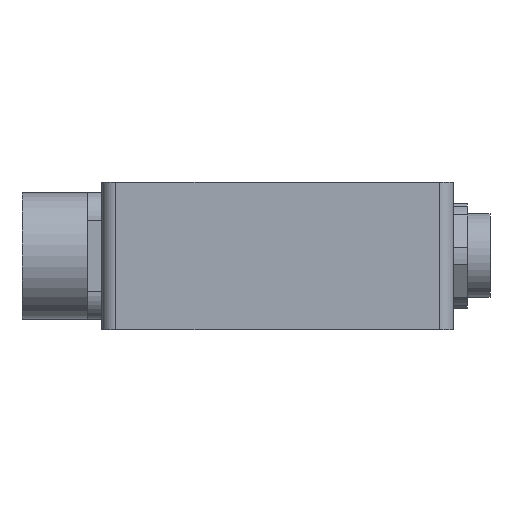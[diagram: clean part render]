
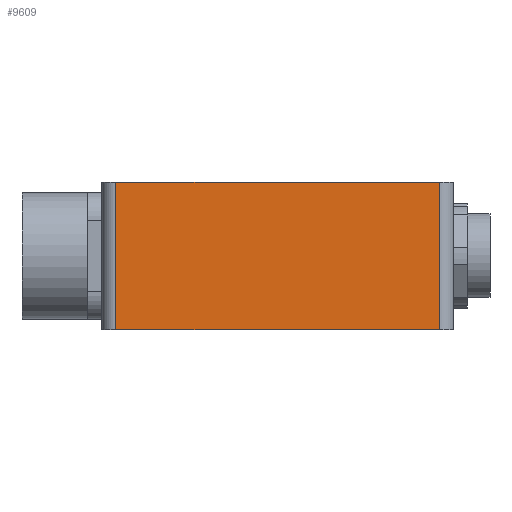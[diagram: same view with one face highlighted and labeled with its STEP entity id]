
A CAD part, front view. The second image highlights one B-rep face of the part: STEP entity #9609.
In plain terms, the highlighted planar face has unit normal (0, -1, 0).
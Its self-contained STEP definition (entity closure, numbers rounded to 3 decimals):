
#4030 = PLANE('',#4031);
#4031 = AXIS2_PLACEMENT_3D('',#4032,#4033,#4034);
#4032 = CARTESIAN_POINT('',(57.35,4.5,23.924));
#4033 = DIRECTION('',(0.,0.,1.));
#4034 = DIRECTION('',(1.,0.,0.));
#4058 = CYLINDRICAL_SURFACE('',#4059,2.);
#4059 = AXIS2_PLACEMENT_3D('',#4060,#4061,#4062);
#4060 = CARTESIAN_POINT('',(59.35,2.,13.049));
#4061 = DIRECTION('',(0.,0.,-1.));
#4062 = DIRECTION('',(0.707,-0.707,0.));
#4085 = PLANE('',#4086);
#4086 = AXIS2_PLACEMENT_3D('',#4087,#4088,#4089);
#4087 = CARTESIAN_POINT('',(60.85,49.5,2.924));
#4088 = DIRECTION('',(0.,0.,1.));
#4089 = DIRECTION('',(1.,0.,0.));
#4849 = EDGE_CURVE('',#4850,#4852,#4854,.T.);
#4850 = VERTEX_POINT('',#4851);
#4851 = CARTESIAN_POINT('',(59.35,0.,23.924)
  );
#4852 = VERTEX_POINT('',#4853);
#4853 = CARTESIAN_POINT('',(59.35,0.,2.924)
  );
#4854 = SURFACE_CURVE('',#4855,(#4859,#4865),.PCURVE_S1.);
#4855 = LINE('',#4856,#4857);
#4856 = CARTESIAN_POINT('',(59.35,0.,13.049)
  );
#4857 = VECTOR('',#4858,1.);
#4858 = DIRECTION('',(0.,0.,-1.));
#4859 = PCURVE('',#4058,#4860);
#4860 = DEFINITIONAL_REPRESENTATION('',(#4861),#4864);
#4861 = B_SPLINE_CURVE_WITH_KNOTS('',1,(#4862,#4863),.UNSPECIFIED.,.F.,
  .F.,(2,2),(-10.875,10.125),.PIECEWISE_BEZIER_KNOTS.);
#4862 = CARTESIAN_POINT('',(7.069,-10.875));
#4863 = CARTESIAN_POINT('',(7.069,10.125));
#4864 = ( GEOMETRIC_REPRESENTATION_CONTEXT(2) 
PARAMETRIC_REPRESENTATION_CONTEXT() REPRESENTATION_CONTEXT('2D SPACE',''
  ) );
#4865 = PCURVE('',#4866,#4871);
#4866 = PLANE('',#4867);
#4867 = AXIS2_PLACEMENT_3D('',#4868,#4869,#4870);
#4868 = CARTESIAN_POINT('',(60.85,0.,13.424)
  );
#4869 = DIRECTION('',(0.,1.,0.));
#4870 = DIRECTION('',(0.,0.,1.));
#4871 = DEFINITIONAL_REPRESENTATION('',(#4872),#4876);
#4872 = LINE('',#4873,#4874);
#4873 = CARTESIAN_POINT('',(-0.375,-1.5));
#4874 = VECTOR('',#4875,1.);
#4875 = DIRECTION('',(-1.,0.));
#4876 = ( GEOMETRIC_REPRESENTATION_CONTEXT(2) 
PARAMETRIC_REPRESENTATION_CONTEXT() REPRESENTATION_CONTEXT('2D SPACE',''
  ) );
#5289 = EDGE_CURVE('',#4852,#5290,#5292,.T.);
#5290 = VERTEX_POINT('',#5291);
#5291 = CARTESIAN_POINT('',(13.35,0.,2.924)
  );
#5292 = SURFACE_CURVE('',#5293,(#5297,#5304),.PCURVE_S1.);
#5293 = LINE('',#5294,#5295);
#5294 = CARTESIAN_POINT('',(36.35,0.,2.924)
  );
#5295 = VECTOR('',#5296,1.);
#5296 = DIRECTION('',(-1.,0.,0.));
#5297 = PCURVE('',#4085,#5298);
#5298 = DEFINITIONAL_REPRESENTATION('',(#5299),#5303);
#5299 = LINE('',#5300,#5301);
#5300 = CARTESIAN_POINT('',(-24.5,-49.5));
#5301 = VECTOR('',#5302,1.);
#5302 = DIRECTION('',(-1.,0.));
#5303 = ( GEOMETRIC_REPRESENTATION_CONTEXT(2) 
PARAMETRIC_REPRESENTATION_CONTEXT() REPRESENTATION_CONTEXT('2D SPACE',''
  ) );
#5304 = PCURVE('',#4866,#5305);
#5305 = DEFINITIONAL_REPRESENTATION('',(#5306),#5310);
#5306 = LINE('',#5307,#5308);
#5307 = CARTESIAN_POINT('',(-10.5,-24.5));
#5308 = VECTOR('',#5309,1.);
#5309 = DIRECTION('',(0.,-1.));
#5310 = ( GEOMETRIC_REPRESENTATION_CONTEXT(2) 
PARAMETRIC_REPRESENTATION_CONTEXT() REPRESENTATION_CONTEXT('2D SPACE',''
  ) );
#5329 = CYLINDRICAL_SURFACE('',#5330,2.);
#5330 = AXIS2_PLACEMENT_3D('',#5331,#5332,#5333);
#5331 = CARTESIAN_POINT('',(13.35,2.,13.424));
#5332 = DIRECTION('',(0.,0.,-1.));
#5333 = DIRECTION('',(-0.707,-0.707,0.));
#6472 = VERTEX_POINT('',#6473);
#6473 = CARTESIAN_POINT('',(13.35,0.,23.924)
  );
#6498 = EDGE_CURVE('',#6472,#4850,#6499,.T.);
#6499 = SURFACE_CURVE('',#6500,(#6504,#6511),.PCURVE_S1.);
#6500 = LINE('',#6501,#6502);
#6501 = CARTESIAN_POINT('',(57.35,0.,23.924)
  );
#6502 = VECTOR('',#6503,1.);
#6503 = DIRECTION('',(1.,0.,0.));
#6504 = PCURVE('',#4030,#6505);
#6505 = DEFINITIONAL_REPRESENTATION('',(#6506),#6510);
#6506 = LINE('',#6507,#6508);
#6507 = CARTESIAN_POINT('',(0.,-4.5));
#6508 = VECTOR('',#6509,1.);
#6509 = DIRECTION('',(1.,0.));
#6510 = ( GEOMETRIC_REPRESENTATION_CONTEXT(2) 
PARAMETRIC_REPRESENTATION_CONTEXT() REPRESENTATION_CONTEXT('2D SPACE',''
  ) );
#6511 = PCURVE('',#4866,#6512);
#6512 = DEFINITIONAL_REPRESENTATION('',(#6513),#6517);
#6513 = LINE('',#6514,#6515);
#6514 = CARTESIAN_POINT('',(10.5,-3.5));
#6515 = VECTOR('',#6516,1.);
#6516 = DIRECTION('',(0.,1.));
#6517 = ( GEOMETRIC_REPRESENTATION_CONTEXT(2) 
PARAMETRIC_REPRESENTATION_CONTEXT() REPRESENTATION_CONTEXT('2D SPACE',''
  ) );
#9589 = EDGE_CURVE('',#5290,#6472,#9590,.T.);
#9590 = SURFACE_CURVE('',#9591,(#9595,#9601),.PCURVE_S1.);
#9591 = LINE('',#9592,#9593);
#9592 = CARTESIAN_POINT('',(13.35,0.,22.414)
  );
#9593 = VECTOR('',#9594,1.);
#9594 = DIRECTION('',(0.,0.,1.));
#9595 = PCURVE('',#5329,#9596);
#9596 = DEFINITIONAL_REPRESENTATION('',(#9597),#9600);
#9597 = B_SPLINE_CURVE_WITH_KNOTS('',1,(#9598,#9599),.UNSPECIFIED.,.F.,
  .F.,(2,2),(-19.49,1.51),.PIECEWISE_BEZIER_KNOTS.);
#9598 = CARTESIAN_POINT('',(5.498,10.5));
#9599 = CARTESIAN_POINT('',(5.498,-10.5));
#9600 = ( GEOMETRIC_REPRESENTATION_CONTEXT(2) 
PARAMETRIC_REPRESENTATION_CONTEXT() REPRESENTATION_CONTEXT('2D SPACE',''
  ) );
#9601 = PCURVE('',#4866,#9602);
#9602 = DEFINITIONAL_REPRESENTATION('',(#9603),#9607);
#9603 = LINE('',#9604,#9605);
#9604 = CARTESIAN_POINT('',(8.99,-47.5));
#9605 = VECTOR('',#9606,1.);
#9606 = DIRECTION('',(1.,0.));
#9607 = ( GEOMETRIC_REPRESENTATION_CONTEXT(2) 
PARAMETRIC_REPRESENTATION_CONTEXT() REPRESENTATION_CONTEXT('2D SPACE',''
  ) );
#9609 = ADVANCED_FACE('',(#9610),#4866,.F.);
#9610 = FACE_BOUND('',#9611,.T.);
#9611 = EDGE_LOOP('',(#9612,#9613,#9614,#9615));
#9612 = ORIENTED_EDGE('',*,*,#9589,.F.);
#9613 = ORIENTED_EDGE('',*,*,#5289,.F.);
#9614 = ORIENTED_EDGE('',*,*,#4849,.F.);
#9615 = ORIENTED_EDGE('',*,*,#6498,.F.);
